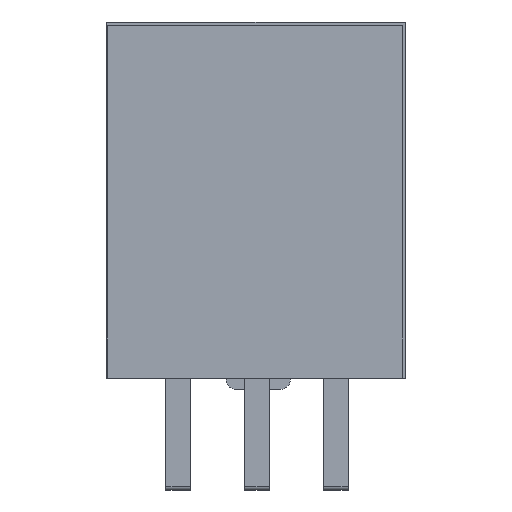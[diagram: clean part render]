
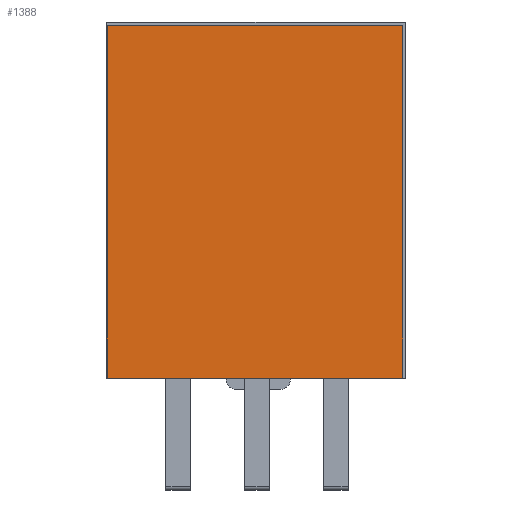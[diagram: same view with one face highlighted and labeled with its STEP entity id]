
A CAD part, front view. The second image highlights one B-rep face of the part: STEP entity #1388.
In plain terms, the highlighted planar face has unit normal (0, -1, 0).
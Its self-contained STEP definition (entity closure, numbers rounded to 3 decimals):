
#142=FACE_OUTER_BOUND('',#236,.T.);
#236=EDGE_LOOP('',(#939,#940,#941,#942));
#328=LINE('',#2104,#465);
#336=LINE('',#2119,#473);
#337=LINE('',#2121,#474);
#338=LINE('',#2122,#475);
#465=VECTOR('',#1660,10.);
#473=VECTOR('',#1672,10.);
#474=VECTOR('',#1675,10.);
#475=VECTOR('',#1676,10.);
#601=VERTEX_POINT('',#2100);
#603=VERTEX_POINT('',#2103);
#607=VERTEX_POINT('',#2115);
#608=VERTEX_POINT('',#2117);
#729=EDGE_CURVE('',#601,#603,#328,.T.);
#737=EDGE_CURVE('',#607,#608,#336,.T.);
#738=EDGE_CURVE('',#607,#601,#337,.T.);
#739=EDGE_CURVE('',#603,#608,#338,.T.);
#939=ORIENTED_EDGE('',*,*,#738,.F.);
#940=ORIENTED_EDGE('',*,*,#737,.T.);
#941=ORIENTED_EDGE('',*,*,#739,.F.);
#942=ORIENTED_EDGE('',*,*,#729,.F.);
#1328=PLANE('',#1506);
#1388=ADVANCED_FACE('',(#142),#1328,.T.);
#1506=AXIS2_PLACEMENT_3D('',#2120,#1673,#1674);
#1660=DIRECTION('',(0.,0.,1.));
#1672=DIRECTION('',(0.,0.,1.));
#1673=DIRECTION('center_axis',(0.,-1.,0.));
#1674=DIRECTION('ref_axis',(1.,0.,0.));
#1675=DIRECTION('',(-1.,0.,0.));
#1676=DIRECTION('',(1.,0.,0.));
#2100=CARTESIAN_POINT('',(-4.757,-9.576,0.));
#2103=CARTESIAN_POINT('',(-4.757,-9.576,11.2));
#2104=CARTESIAN_POINT('',(-4.757,-9.576,0.));
#2115=CARTESIAN_POINT('',(4.619,-9.576,0.));
#2117=CARTESIAN_POINT('',(4.619,-9.576,11.2));
#2119=CARTESIAN_POINT('',(4.619,-9.576,0.));
#2120=CARTESIAN_POINT('Origin',(-4.757,-9.576,0.));
#2121=CARTESIAN_POINT('',(4.619,-9.576,0.));
#2122=CARTESIAN_POINT('',(4.619,-9.576,11.2));
